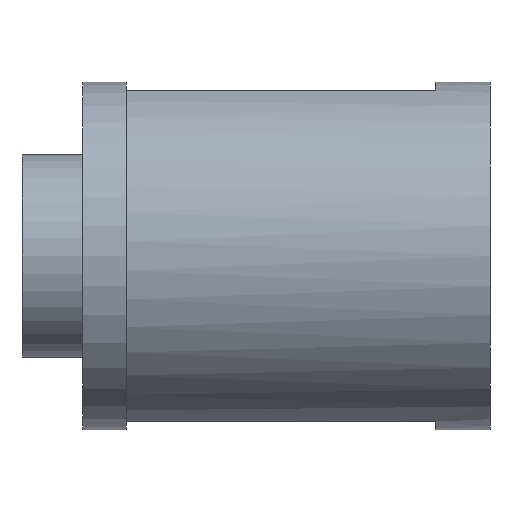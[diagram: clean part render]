
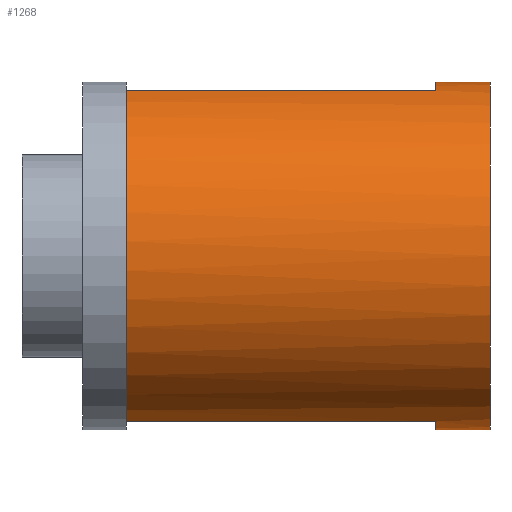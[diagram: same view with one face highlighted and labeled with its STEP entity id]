
A CAD part, front view. The second image highlights one B-rep face of the part: STEP entity #1268.
In plain terms, the highlighted cylindrical face has radius 32 mm (diameter 64 mm), a full revolution.
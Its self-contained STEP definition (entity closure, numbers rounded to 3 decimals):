
#147=FACE_OUTER_BOUND('',#226,.T.);
#226=EDGE_LOOP('',(#1095,#1096,#1097,#1098,#1099,#1100,#1101,#1102,#1103,
#1104,#1105,#1106));
#341=LINE('',#2010,#476);
#345=LINE('',#2019,#480);
#360=LINE('',#2063,#495);
#363=LINE('',#2068,#498);
#372=LINE('',#2093,#507);
#476=VECTOR('',#1635,10.);
#480=VECTOR('',#1641,10.);
#495=VECTOR('',#1678,10.);
#498=VECTOR('',#1681,10.);
#507=VECTOR('',#1712,32.);
#547=CIRCLE('',#1388,32.);
#548=CIRCLE('',#1390,32.);
#550=CIRCLE('',#1393,32.);
#551=CIRCLE('',#1394,32.);
#552=CIRCLE('',#1395,32.);
#553=CIRCLE('',#1396,32.);
#638=VERTEX_POINT('',#2007);
#639=VERTEX_POINT('',#2009);
#642=VERTEX_POINT('',#2016);
#643=VERTEX_POINT('',#2018);
#660=VERTEX_POINT('',#2061);
#661=VERTEX_POINT('',#2062);
#662=VERTEX_POINT('',#2065);
#663=VERTEX_POINT('',#2067);
#667=VERTEX_POINT('',#2090);
#668=VERTEX_POINT('',#2092);
#787=EDGE_CURVE('',#639,#638,#341,.T.);
#791=EDGE_CURVE('',#643,#642,#345,.T.);
#812=EDGE_CURVE('',#660,#661,#360,.T.);
#815=EDGE_CURVE('',#663,#662,#363,.T.);
#823=EDGE_CURVE('',#638,#643,#547,.T.);
#826=EDGE_CURVE('',#660,#662,#548,.T.);
#828=EDGE_CURVE('',#642,#667,#550,.T.);
#829=EDGE_CURVE('',#667,#668,#372,.T.);
#830=EDGE_CURVE('',#668,#668,#551,.T.);
#831=EDGE_CURVE('',#667,#663,#552,.T.);
#832=EDGE_CURVE('',#661,#639,#553,.T.);
#1095=ORIENTED_EDGE('',*,*,#791,.T.);
#1096=ORIENTED_EDGE('',*,*,#828,.T.);
#1097=ORIENTED_EDGE('',*,*,#829,.T.);
#1098=ORIENTED_EDGE('',*,*,#830,.F.);
#1099=ORIENTED_EDGE('',*,*,#829,.F.);
#1100=ORIENTED_EDGE('',*,*,#831,.T.);
#1101=ORIENTED_EDGE('',*,*,#815,.T.);
#1102=ORIENTED_EDGE('',*,*,#826,.F.);
#1103=ORIENTED_EDGE('',*,*,#812,.T.);
#1104=ORIENTED_EDGE('',*,*,#832,.T.);
#1105=ORIENTED_EDGE('',*,*,#787,.T.);
#1106=ORIENTED_EDGE('',*,*,#823,.T.);
#1211=CYLINDRICAL_SURFACE('',#1392,32.);
#1268=ADVANCED_FACE('',(#147),#1211,.T.);
#1388=AXIS2_PLACEMENT_3D('',#2082,#1698,#1699);
#1390=AXIS2_PLACEMENT_3D('',#2087,#1704,#1705);
#1392=AXIS2_PLACEMENT_3D('',#2089,#1708,#1709);
#1393=AXIS2_PLACEMENT_3D('',#2091,#1710,#1711);
#1394=AXIS2_PLACEMENT_3D('',#2094,#1713,#1714);
#1395=AXIS2_PLACEMENT_3D('',#2095,#1715,#1716);
#1396=AXIS2_PLACEMENT_3D('',#2096,#1717,#1718);
#1635=DIRECTION('',(1.,0.,0.));
#1641=DIRECTION('',(-1.,0.,0.));
#1678=DIRECTION('',(1.,0.,0.));
#1681=DIRECTION('',(-1.,0.,0.));
#1698=DIRECTION('center_axis',(1.,0.,0.));
#1699=DIRECTION('ref_axis',(0.,0.,-1.));
#1704=DIRECTION('center_axis',(-1.,0.,0.));
#1705=DIRECTION('ref_axis',(0.,-0.299,-0.954));
#1708=DIRECTION('center_axis',(-1.,0.,0.));
#1709=DIRECTION('ref_axis',(0.,0.,-1.));
#1710=DIRECTION('center_axis',(1.,0.,0.));
#1711=DIRECTION('ref_axis',(0.,0.,-1.));
#1712=DIRECTION('',(1.,0.,0.));
#1713=DIRECTION('center_axis',(1.,0.,0.));
#1714=DIRECTION('ref_axis',(0.,0.,-1.));
#1715=DIRECTION('center_axis',(1.,0.,0.));
#1716=DIRECTION('ref_axis',(0.,0.,-1.));
#1717=DIRECTION('center_axis',(1.,0.,0.));
#1718=DIRECTION('ref_axis',(0.,0.,-1.));
#2007=CARTESIAN_POINT('',(0.,24.98,-20.));
#2009=CARTESIAN_POINT('',(-8.,24.98,-20.));
#2010=CARTESIAN_POINT('',(0.,24.98,-20.));
#2016=CARTESIAN_POINT('',(-8.,24.98,20.));
#2018=CARTESIAN_POINT('',(0.,24.98,20.));
#2019=CARTESIAN_POINT('',(0.,24.98,20.));
#2061=CARTESIAN_POINT('',(-65.,-9.703,-30.494));
#2062=CARTESIAN_POINT('',(-8.,-9.703,-30.494));
#2063=CARTESIAN_POINT('',(0.,-9.703,-30.494));
#2065=CARTESIAN_POINT('',(-65.,-9.703,30.494));
#2067=CARTESIAN_POINT('',(-8.,-9.703,30.494));
#2068=CARTESIAN_POINT('',(0.,-9.703,30.494));
#2082=CARTESIAN_POINT('Origin',(0.,0.,0.));
#2087=CARTESIAN_POINT('Origin',(-65.,0.,0.));
#2089=CARTESIAN_POINT('Origin',(0.,0.,0.));
#2090=CARTESIAN_POINT('',(-8.,0.,32.));
#2091=CARTESIAN_POINT('Origin',(-8.,0.,0.));
#2092=CARTESIAN_POINT('',(2.,0.,32.));
#2093=CARTESIAN_POINT('',(0.,0.,32.));
#2094=CARTESIAN_POINT('Origin',(2.,0.,0.));
#2095=CARTESIAN_POINT('Origin',(-8.,0.,0.));
#2096=CARTESIAN_POINT('Origin',(-8.,0.,0.));
